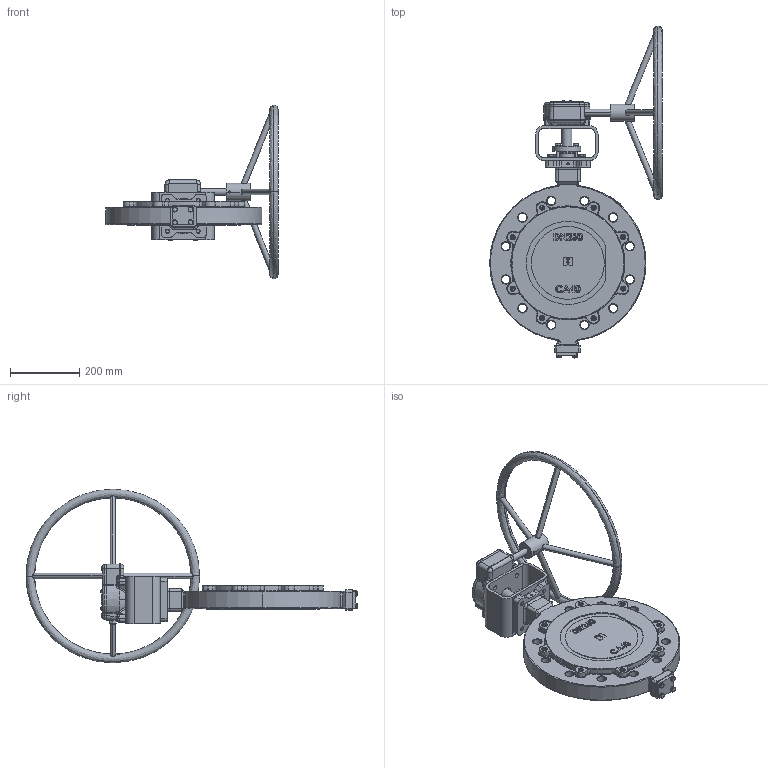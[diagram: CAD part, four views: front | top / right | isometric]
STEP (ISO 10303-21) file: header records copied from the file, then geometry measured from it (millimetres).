
FILE_DESCRIPTION (( 'STEP AP203' ), '1' );
FILE_NAME ('5590B25003_PN25.STEP', '2023-05-04T05:08:43', ( '' ), ( '' ), 'SwSTEP 2.0', 'SolidWorks 2022', '' );
FILE_SCHEMA (( 'CONFIG_CONTROL_DESIGN' ));
Products named in the file (1): 5590B25003_PN25
Bounding box: 497 x 956.4 x 500 mm (x, y, z)
Volume: 10277369.2 mm3; surface area: 1184066.3 mm2
Topology: 30 solids, 61 shells, 4559 faces, 11443 edges, 7218 vertices
Faces by surface type: plane 1848, bspline 1227, cylinder 790, cone 545, torus 145, sphere 4
Entity records: 218748 total; most frequent: CARTESIAN_POINT 118379, ORIENTED_EDGE 22666, DIRECTION 17591, EDGE_CURVE 11333, VERTEX_POINT 7216, AXIS2_PLACEMENT_3D 5975, VECTOR 5641, LINE 5641
